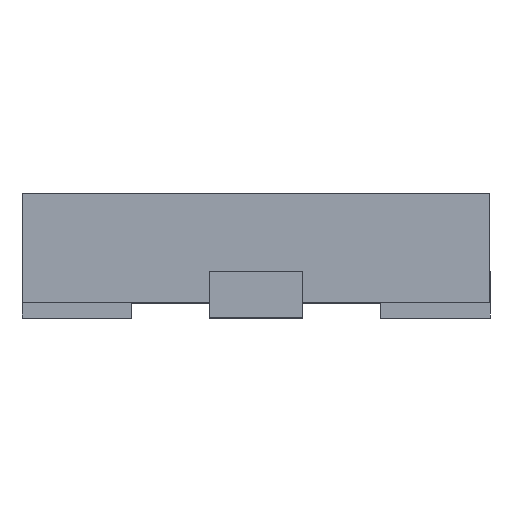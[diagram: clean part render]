
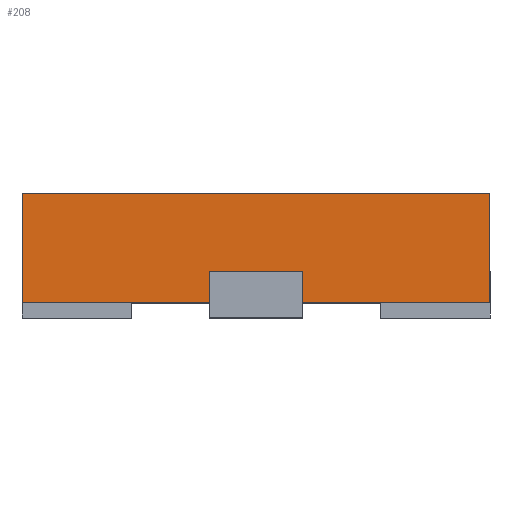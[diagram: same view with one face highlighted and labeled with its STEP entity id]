
A CAD part, top view. The second image highlights one B-rep face of the part: STEP entity #208.
In plain terms, the highlighted planar face has unit normal (0, 0, 1).
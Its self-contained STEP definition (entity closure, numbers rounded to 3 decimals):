
#59 = EDGE_CURVE ( 'NONE', #2202, #1498, #1278, .T. ) ;
#80 = ORIENTED_EDGE ( 'NONE', *, *, #2184, .F. ) ;
#161 = LINE ( 'NONE', #2249, #2315 ) ;
#200 = DIRECTION ( 'NONE',  ( 1., 0., 0. ) ) ;
#208 = ADVANCED_FACE ( 'NONE', ( #1376 ), #265, .F. ) ;
#221 = VECTOR ( 'NONE', #2658, 1000. ) ;
#222 = LINE ( 'NONE', #1676, #523 ) ;
#259 = VERTEX_POINT ( 'NONE', #608 ) ;
#265 = PLANE ( 'NONE',  #1210 ) ;
#376 = CARTESIAN_POINT ( 'NONE',  ( 0.15, 0.15, 0.75 ) ) ;
#488 = EDGE_LOOP ( 'NONE', ( #668, #1285, #80, #2040, #2750, #1920, #1909, #1745 ) ) ;
#523 = VECTOR ( 'NONE', #2142, 1000. ) ;
#534 = CARTESIAN_POINT ( 'NONE',  ( -0.15, 0.05, 0.75 ) ) ;
#552 = CARTESIAN_POINT ( 'NONE',  ( 0.15, 0.15, 0.75 ) ) ;
#579 = CARTESIAN_POINT ( 'NONE',  ( -0.15, 0.15, 0.75 ) ) ;
#593 = DIRECTION ( 'NONE',  ( 0., -1., 0. ) ) ;
#608 = CARTESIAN_POINT ( 'NONE',  ( -0.75, 0.05, 0.75 ) ) ;
#668 = ORIENTED_EDGE ( 'NONE', *, *, #1205, .T. ) ;
#704 = CARTESIAN_POINT ( 'NONE',  ( -0.15, 0.15, 0.75 ) ) ;
#708 = CARTESIAN_POINT ( 'NONE',  ( 0.75, 2.921, 0.75 ) ) ;
#714 = EDGE_CURVE ( 'NONE', #883, #1397, #222, .T. ) ;
#761 = VECTOR ( 'NONE', #200, 1000. ) ;
#880 = EDGE_CURVE ( 'NONE', #2202, #2062, #1343, .T. ) ;
#883 = VERTEX_POINT ( 'NONE', #1324 ) ;
#1151 = EDGE_CURVE ( 'NONE', #2027, #2439, #2599, .T. ) ;
#1205 = EDGE_CURVE ( 'NONE', #2062, #2027, #2323, .T. ) ;
#1210 = AXIS2_PLACEMENT_3D ( 'NONE', #708, #1392, #2234 ) ;
#1233 = VECTOR ( 'NONE', #593, 1000. ) ;
#1278 = LINE ( 'NONE', #704, #221 ) ;
#1285 = ORIENTED_EDGE ( 'NONE', *, *, #1151, .T. ) ;
#1294 = CARTESIAN_POINT ( 'NONE',  ( 0.15, 0.15, 0.75 ) ) ;
#1324 = CARTESIAN_POINT ( 'NONE',  ( -0.75, 0.4, 0.75 ) ) ;
#1343 = LINE ( 'NONE', #1294, #761 ) ;
#1363 = DIRECTION ( 'NONE',  ( 0., -1., 0. ) ) ;
#1376 = FACE_OUTER_BOUND ( 'NONE', #488, .T. ) ;
#1392 = DIRECTION ( 'NONE',  ( 0., 0., -1. ) ) ;
#1396 = LINE ( 'NONE', #2218, #2520 ) ;
#1397 = VERTEX_POINT ( 'NONE', #2418 ) ;
#1433 = DIRECTION ( 'NONE',  ( 0., -1., 0. ) ) ;
#1498 = VERTEX_POINT ( 'NONE', #534 ) ;
#1676 = CARTESIAN_POINT ( 'NONE',  ( 0.75, 0.4, 0.75 ) ) ;
#1732 = CARTESIAN_POINT ( 'NONE',  ( 0.75, 0.05, 0.75 ) ) ;
#1745 = ORIENTED_EDGE ( 'NONE', *, *, #880, .T. ) ;
#1909 = ORIENTED_EDGE ( 'NONE', *, *, #59, .F. ) ;
#1920 = ORIENTED_EDGE ( 'NONE', *, *, #2389, .T. ) ;
#2000 = CARTESIAN_POINT ( 'NONE',  ( 0.15, 0.05, 0.75 ) ) ;
#2022 = CARTESIAN_POINT ( 'NONE',  ( 0.75, 0.05, 0.75 ) ) ;
#2027 = VERTEX_POINT ( 'NONE', #2000 ) ;
#2040 = ORIENTED_EDGE ( 'NONE', *, *, #714, .F. ) ;
#2062 = VERTEX_POINT ( 'NONE', #552 ) ;
#2142 = DIRECTION ( 'NONE',  ( 1., 0., 0. ) ) ;
#2152 = VECTOR ( 'NONE', #1433, 1000. ) ;
#2184 = EDGE_CURVE ( 'NONE', #1397, #2439, #2523, .T. ) ;
#2202 = VERTEX_POINT ( 'NONE', #579 ) ;
#2218 = CARTESIAN_POINT ( 'NONE',  ( 0.75, 0.05, 0.75 ) ) ;
#2227 = DIRECTION ( 'NONE',  ( 1., 0., 0. ) ) ;
#2234 = DIRECTION ( 'NONE',  ( -1., 0., 0. ) ) ;
#2249 = CARTESIAN_POINT ( 'NONE',  ( -0.75, 2.921, 0.75 ) ) ;
#2262 = VECTOR ( 'NONE', #2337, 1000. ) ;
#2315 = VECTOR ( 'NONE', #1363, 1000. ) ;
#2323 = LINE ( 'NONE', #376, #1233 ) ;
#2337 = DIRECTION ( 'NONE',  ( 1., 0., 0. ) ) ;
#2389 = EDGE_CURVE ( 'NONE', #259, #1498, #1396, .T. ) ;
#2418 = CARTESIAN_POINT ( 'NONE',  ( 0.75, 0.4, 0.75 ) ) ;
#2439 = VERTEX_POINT ( 'NONE', #1732 ) ;
#2520 = VECTOR ( 'NONE', #2227, 1000. ) ;
#2523 = LINE ( 'NONE', #2742, #2152 ) ;
#2599 = LINE ( 'NONE', #2022, #2262 ) ;
#2616 = EDGE_CURVE ( 'NONE', #883, #259, #161, .T. ) ;
#2658 = DIRECTION ( 'NONE',  ( 0., -1., 0. ) ) ;
#2742 = CARTESIAN_POINT ( 'NONE',  ( 0.75, 2.921, 0.75 ) ) ;
#2750 = ORIENTED_EDGE ( 'NONE', *, *, #2616, .T. ) ;
